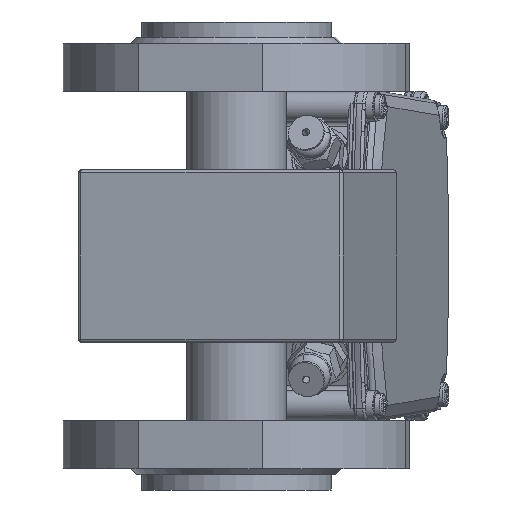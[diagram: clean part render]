
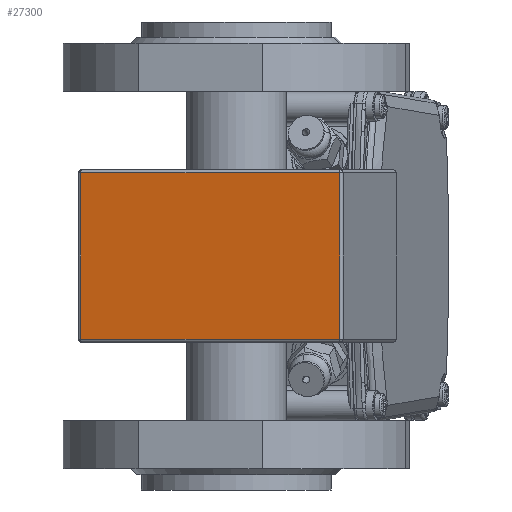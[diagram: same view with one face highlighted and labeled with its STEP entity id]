
A CAD part, front view. The second image highlights one B-rep face of the part: STEP entity #27300.
In plain terms, the highlighted face is planar.
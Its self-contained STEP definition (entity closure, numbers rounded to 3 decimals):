
#397 = FACE_OUTER_BOUND ( 'NONE', #770, .T. ) ;
#770 = EDGE_LOOP ( 'NONE', ( #29716, #8210, #2913, #21591 ) ) ;
#939 = LINE ( 'NONE', #11104, #24685 ) ;
#1391 = LINE ( 'NONE', #2986, #6521 ) ;
#2913 = ORIENTED_EDGE ( 'NONE', *, *, #5205, .T. ) ;
#2986 = CARTESIAN_POINT ( 'NONE',  ( 44., -38.771, 57. ) ) ;
#4340 = DIRECTION ( 'NONE',  ( -1., 0., 0. ) ) ;
#5205 = EDGE_CURVE ( 'NONE', #16580, #14354, #1391, .T. ) ;
#5408 = CARTESIAN_POINT ( 'NONE',  ( -44., -38.771, 1. ) ) ;
#5742 = DIRECTION ( 'NONE',  ( 1., 0., 0. ) ) ;
#6030 = DIRECTION ( 'NONE',  ( 0., 0., 1. ) ) ;
#6521 = VECTOR ( 'NONE', #30753, 1000. ) ;
#8210 = ORIENTED_EDGE ( 'NONE', *, *, #29353, .T. ) ;
#9437 = CARTESIAN_POINT ( 'NONE',  ( -45., -38.771, 56. ) ) ;
#10311 = VERTEX_POINT ( 'NONE', #5408 ) ;
#11104 = CARTESIAN_POINT ( 'NONE',  ( -44., -38.771, 57. ) ) ;
#12222 = EDGE_CURVE ( 'NONE', #14354, #26794, #20503, .T. ) ;
#12593 = VECTOR ( 'NONE', #5742, 1000. ) ;
#14354 = VERTEX_POINT ( 'NONE', #20507 ) ;
#16580 = VERTEX_POINT ( 'NONE', #24990 ) ;
#18382 = CARTESIAN_POINT ( 'NONE',  ( -45., -38.771, 1. ) ) ;
#18664 = CARTESIAN_POINT ( 'NONE',  ( -45., -38.771, 57. ) ) ;
#18945 = VECTOR ( 'NONE', #4340, 1000. ) ;
#19346 = LINE ( 'NONE', #18382, #12593 ) ;
#20426 = AXIS2_PLACEMENT_3D ( 'NONE', #18664, #21178, #6030 ) ;
#20503 = LINE ( 'NONE', #9437, #18945 ) ;
#20507 = CARTESIAN_POINT ( 'NONE',  ( 44., -38.771, 56. ) ) ;
#21178 = DIRECTION ( 'NONE',  ( 0., 1., 0. ) ) ;
#21591 = ORIENTED_EDGE ( 'NONE', *, *, #12222, .T. ) ;
#24043 = EDGE_CURVE ( 'NONE', #26794, #10311, #939, .T. ) ;
#24685 = VECTOR ( 'NONE', #28812, 1000. ) ;
#24990 = CARTESIAN_POINT ( 'NONE',  ( 44., -38.771, 1. ) ) ;
#26148 = PLANE ( 'NONE',  #20426 ) ;
#26794 = VERTEX_POINT ( 'NONE', #28628 ) ;
#27300 = ADVANCED_FACE ( 'NONE', ( #397 ), #26148, .F. ) ;
#28628 = CARTESIAN_POINT ( 'NONE',  ( -44., -38.771, 56. ) ) ;
#28812 = DIRECTION ( 'NONE',  ( 0., 0., -1. ) ) ;
#29353 = EDGE_CURVE ( 'NONE', #10311, #16580, #19346, .T. ) ;
#29716 = ORIENTED_EDGE ( 'NONE', *, *, #24043, .T. ) ;
#30753 = DIRECTION ( 'NONE',  ( 0., 0., 1. ) ) ;
